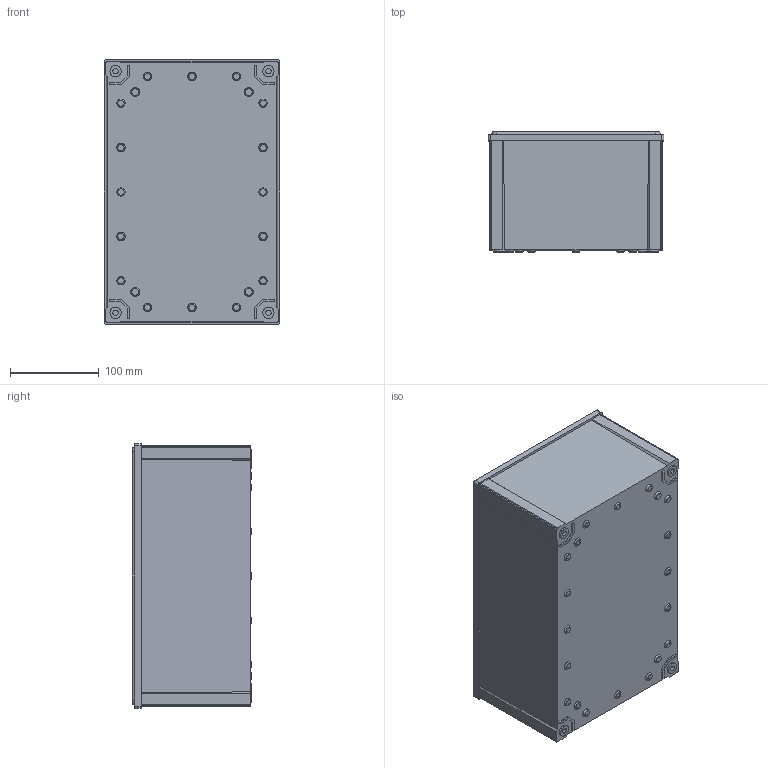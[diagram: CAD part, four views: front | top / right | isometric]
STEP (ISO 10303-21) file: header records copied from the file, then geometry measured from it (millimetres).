
FILE_DESCRIPTION (( 'STEP AP214' ), '1' );
FILE_NAME ('Fibox_CAB_23B.STEP', '2015-12-11T08:58:14', ( '' ), ( '' ), 'SwSTEP 2.0', 'SolidWorks 2014', '' );
FILE_SCHEMA (( 'AUTOMOTIVE_DESIGN' ));
Length unit declared in the file: millimetre
Products named in the file (1): Fibox_CAB_23B
Bounding box: 198 x 135 x 298 mm (x, y, z)
Volume: 766589.8 mm3; surface area: 386022.5 mm2
Topology: 1 solids, 1 shells, 632 faces, 1573 edges, 1046 vertices
Faces by surface type: plane 400, cylinder 180, cone 52
Entity records: 18867 total; most frequent: CARTESIAN_POINT 3300, DIRECTION 3283, ORIENTED_EDGE 3146, EDGE_CURVE 1573, LINE 1097, VECTOR 1097, AXIS2_PLACEMENT_3D 1093, VERTEX_POINT 1046
